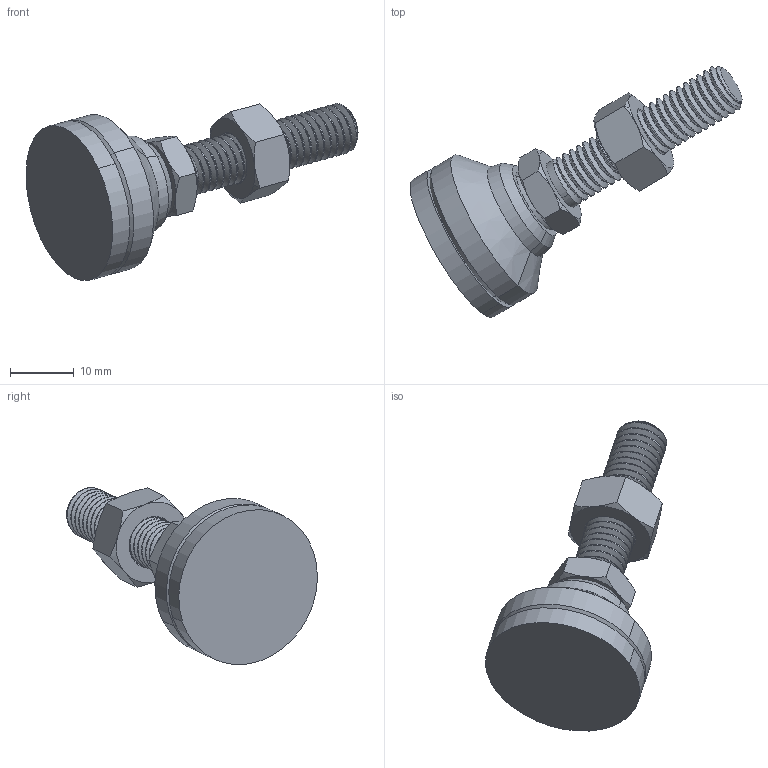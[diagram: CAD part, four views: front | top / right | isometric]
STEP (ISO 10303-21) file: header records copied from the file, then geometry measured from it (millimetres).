
FILE_DESCRIPTION(/* description */ ('Alibre Inc.'),/* implementation_level */ '2;1');
FILE_NAME(/* name */ 'export-AE5ED3F7-A290-4849-95BB-2D6545A9240E',/* time_stamp */ '2022-04-11T23:07:59+03:00',/* author */ (''),/* organization */ (''),/* preprocessor_version */ 'ST-DEVELOPER v17',/* originating_system */ 'Alibre',/* authorisation */ '');
FILE_SCHEMA (('CONFIG_CONTROL_DESIGN'));
Length unit declared in the file: millimetre
Products named in the file (5): 5537T983_T-Slotted Framing
Bounding box: 52.09 x 39.35 x 27.79 mm (x, y, z)
Volume: 8172.1 mm3; surface area: 5338.3 mm2
Topology: 4 solids, 4 shells, 130 faces, 328 edges, 205 vertices
Faces by surface type: cylinder 56, cone 46, plane 21, sphere 4, bspline 3
Entity records: 8514 total; most frequent: CARTESIAN_POINT 5304, ORIENTED_EDGE 648, DIRECTION 486, EDGE_CURVE 324, AXIS2_PLACEMENT_3D 209, VERTEX_POINT 205, EDGE_LOOP 135, FACE_BOUND 135
